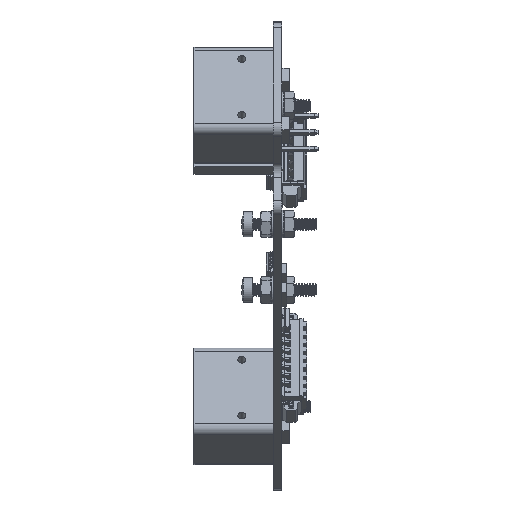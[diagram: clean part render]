
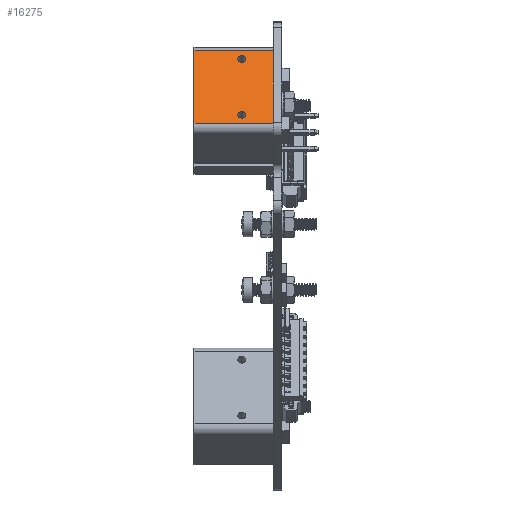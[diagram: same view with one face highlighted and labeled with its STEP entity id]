
A CAD part, left-side view. The second image highlights one B-rep face of the part: STEP entity #16275.
In plain terms, the highlighted face is planar.
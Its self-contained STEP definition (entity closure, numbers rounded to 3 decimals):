
#535=FACE_BOUND('',#2092,.T.);
#536=FACE_BOUND('',#2093,.T.);
#647=CIRCLE('',#17493,0.5);
#650=CIRCLE('',#17497,0.5);
#1154=FACE_OUTER_BOUND('',#2091,.T.);
#2091=EDGE_LOOP('',(#11405,#11406,#11407,#11408));
#2092=EDGE_LOOP('',(#11409));
#2093=EDGE_LOOP('',(#11410));
#3146=LINE('',#23604,#5088);
#3151=LINE('',#23616,#5093);
#3158=LINE('',#23641,#5100);
#3159=LINE('',#23643,#5101);
#5088=VECTOR('',#19208,10.);
#5093=VECTOR('',#19219,10.);
#5100=VECTOR('',#19244,10.);
#5101=VECTOR('',#19247,10.);
#6982=VERTEX_POINT('',#23538);
#6985=VERTEX_POINT('',#23546);
#7003=VERTEX_POINT('',#23601);
#7004=VERTEX_POINT('',#23603);
#7008=VERTEX_POINT('',#23615);
#7016=VERTEX_POINT('',#23637);
#8638=EDGE_CURVE('',#6982,#6982,#647,.T.);
#8642=EDGE_CURVE('',#6985,#6985,#650,.T.);
#8668=EDGE_CURVE('',#7003,#7004,#3146,.T.);
#8674=EDGE_CURVE('',#7008,#7004,#3151,.T.);
#8687=EDGE_CURVE('',#7008,#7016,#3158,.T.);
#8688=EDGE_CURVE('',#7016,#7003,#3159,.T.);
#11405=ORIENTED_EDGE('',*,*,#8668,.F.);
#11406=ORIENTED_EDGE('',*,*,#8688,.F.);
#11407=ORIENTED_EDGE('',*,*,#8687,.F.);
#11408=ORIENTED_EDGE('',*,*,#8674,.T.);
#11409=ORIENTED_EDGE('',*,*,#8638,.T.);
#11410=ORIENTED_EDGE('',*,*,#8642,.T.);
#15526=PLANE('',#17522);
#16275=ADVANCED_FACE('',(#1154,#535,#536),#15526,.T.);
#17493=AXIS2_PLACEMENT_3D('',#23540,#19149,#19150);
#17497=AXIS2_PLACEMENT_3D('',#23548,#19158,#19159);
#17522=AXIS2_PLACEMENT_3D('',#23642,#19245,#19246);
#19149=DIRECTION('center_axis',(0.,0.,1.));
#19150=DIRECTION('ref_axis',(1.,0.,0.));
#19158=DIRECTION('center_axis',(0.,0.,1.));
#19159=DIRECTION('ref_axis',(1.,0.,0.));
#19208=DIRECTION('',(0.,-1.,0.));
#19219=DIRECTION('',(-1.,0.,0.));
#19244=DIRECTION('',(0.,1.,0.));
#19245=DIRECTION('center_axis',(0.,0.,-1.));
#19246=DIRECTION('ref_axis',(-1.,0.,0.));
#19247=DIRECTION('',(-1.,0.,0.));
#23538=CARTESIAN_POINT('',(-11.25,4.,-8.5));
#23540=CARTESIAN_POINT('Origin',(-10.75,4.,-8.5));
#23546=CARTESIAN_POINT('',(-2.75,4.,-8.5));
#23548=CARTESIAN_POINT('Origin',(-2.25,4.,-8.5));
#23601=CARTESIAN_POINT('',(-12.,10.06,-8.5));
#23603=CARTESIAN_POINT('',(-12.,0.,-8.5));
#23604=CARTESIAN_POINT('',(-12.,0.,-8.5));
#23615=CARTESIAN_POINT('',(-1.,0.,-8.5));
#23616=CARTESIAN_POINT('',(0.,0.,-8.5));
#23637=CARTESIAN_POINT('',(-1.,10.06,-8.5));
#23641=CARTESIAN_POINT('',(-1.,0.,-8.5));
#23642=CARTESIAN_POINT('Origin',(0.,0.,-8.5));
#23643=CARTESIAN_POINT('',(0.,10.06,-8.5));
